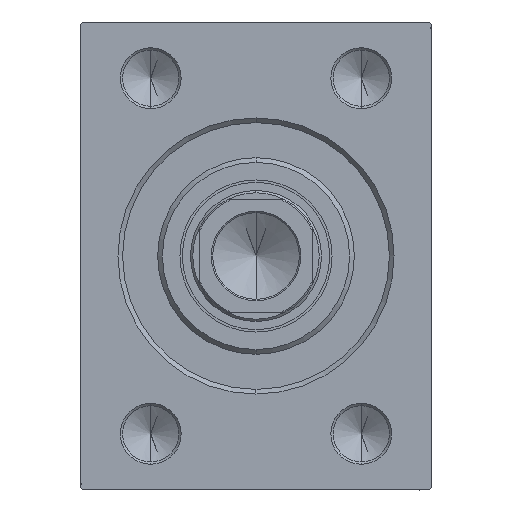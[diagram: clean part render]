
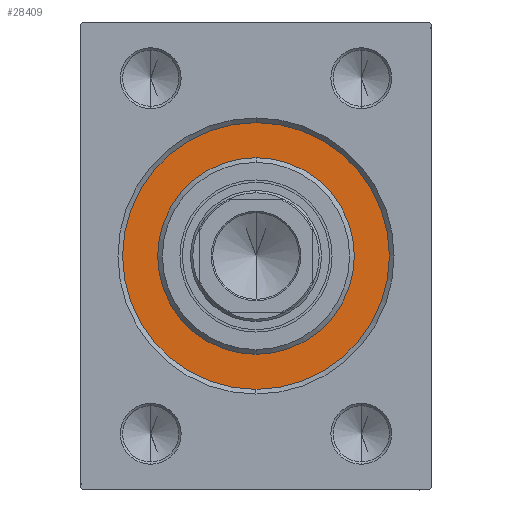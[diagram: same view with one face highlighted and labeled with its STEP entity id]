
A CAD part, left-side view. The second image highlights one B-rep face of the part: STEP entity #28409.
In plain terms, the highlighted face is planar.
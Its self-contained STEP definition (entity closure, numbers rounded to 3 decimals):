
#204 = AXIS2_PLACEMENT_3D ( 'NONE', #25222, #35783, #36011 ) ;
#2233 = PLANE ( 'NONE',  #204 ) ;
#3347 = VERTEX_POINT ( 'NONE', #29585 ) ;
#3850 = VERTEX_POINT ( 'NONE', #19214 ) ;
#3875 = EDGE_LOOP ( 'NONE', ( #19553, #36871 ) ) ;
#4063 = EDGE_LOOP ( 'NONE', ( #38242, #29600 ) ) ;
#5024 = DIRECTION ( 'NONE',  ( -1., 0., 0. ) ) ;
#5658 = AXIS2_PLACEMENT_3D ( 'NONE', #34984, #5024, #11569 ) ;
#7915 = EDGE_CURVE ( 'NONE', #19106, #3347, #13581, .T. ) ;
#8098 = CARTESIAN_POINT ( 'NONE',  ( 0., 0., 0. ) ) ;
#11569 = DIRECTION ( 'NONE',  ( 0., 0., 1. ) ) ;
#12375 = FACE_OUTER_BOUND ( 'NONE', #3875, .T. ) ;
#12925 = CARTESIAN_POINT ( 'NONE',  ( 0., 0., 21. ) ) ;
#13409 = AXIS2_PLACEMENT_3D ( 'NONE', #40335, #43506, #30225 ) ;
#13581 = CIRCLE ( 'NONE', #5658, 28.5 ) ;
#15075 = DIRECTION ( 'NONE',  ( 0., 0., -1. ) ) ;
#18555 = CIRCLE ( 'NONE', #43004, 28.5 ) ;
#19106 = VERTEX_POINT ( 'NONE', #27043 ) ;
#19214 = CARTESIAN_POINT ( 'NONE',  ( 0., 0., -21. ) ) ;
#19553 = ORIENTED_EDGE ( 'NONE', *, *, #7915, .F. ) ;
#24989 = DIRECTION ( 'NONE',  ( 0., 0., 1. ) ) ;
#25222 = CARTESIAN_POINT ( 'NONE',  ( 0., 0., 0. ) ) ;
#27043 = CARTESIAN_POINT ( 'NONE',  ( 0., 0., -28.5 ) ) ;
#28409 = ADVANCED_FACE ( 'NONE', ( #36455, #12375 ), #2233, .F. ) ;
#29031 = DIRECTION ( 'NONE',  ( 1., 0., 0. ) ) ;
#29585 = CARTESIAN_POINT ( 'NONE',  ( 0., 0., 28.5 ) ) ;
#29600 = ORIENTED_EDGE ( 'NONE', *, *, #36841, .F. ) ;
#30225 = DIRECTION ( 'NONE',  ( 0., 0., -1. ) ) ;
#33466 = AXIS2_PLACEMENT_3D ( 'NONE', #35777, #29031, #15075 ) ;
#34984 = CARTESIAN_POINT ( 'NONE',  ( 0., 0., 0. ) ) ;
#35287 = EDGE_CURVE ( 'NONE', #43878, #3850, #42817, .T. ) ;
#35777 = CARTESIAN_POINT ( 'NONE',  ( 0., 0., 0. ) ) ;
#35783 = DIRECTION ( 'NONE',  ( -1., 0., 0. ) ) ;
#36011 = DIRECTION ( 'NONE',  ( 0., 0., 1. ) ) ;
#36455 = FACE_BOUND ( 'NONE', #4063, .T. ) ;
#36841 = EDGE_CURVE ( 'NONE', #3850, #43878, #43594, .T. ) ;
#36871 = ORIENTED_EDGE ( 'NONE', *, *, #41700, .F. ) ;
#38242 = ORIENTED_EDGE ( 'NONE', *, *, #35287, .F. ) ;
#40335 = CARTESIAN_POINT ( 'NONE',  ( 0., 0., 0. ) ) ;
#41700 = EDGE_CURVE ( 'NONE', #3347, #19106, #18555, .T. ) ;
#42093 = DIRECTION ( 'NONE',  ( -1., 0., 0. ) ) ;
#42817 = CIRCLE ( 'NONE', #33466, 21. ) ;
#43004 = AXIS2_PLACEMENT_3D ( 'NONE', #8098, #42093, #24989 ) ;
#43506 = DIRECTION ( 'NONE',  ( 1., 0., 0. ) ) ;
#43594 = CIRCLE ( 'NONE', #13409, 21. ) ;
#43878 = VERTEX_POINT ( 'NONE', #12925 ) ;
